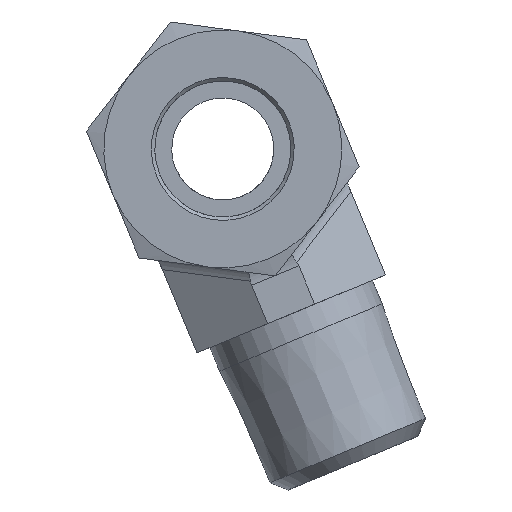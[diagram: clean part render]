
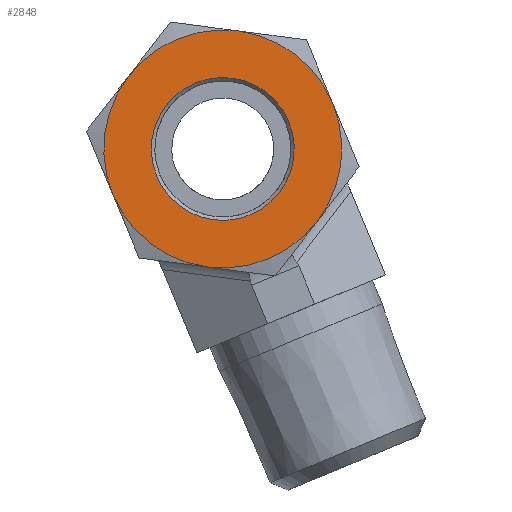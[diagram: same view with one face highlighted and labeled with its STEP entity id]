
A CAD part, front view. The second image highlights one B-rep face of the part: STEP entity #2848.
In plain terms, the highlighted face is planar.
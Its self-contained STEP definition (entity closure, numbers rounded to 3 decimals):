
#2752=CARTESIAN_POINT('',(4.2,0.,12.));
#2753=VERTEX_POINT('',#2752);
#2754=CARTESIAN_POINT('',(0.0,0.0,12.));
#2755=DIRECTION('',(0.0,0.0,1.0));
#2756=DIRECTION('',(-1.0,0.0,0.0));
#2757=AXIS2_PLACEMENT_3D('',#2754,#2755,#2756);
#2758=CIRCLE('',#2757,4.2);
#2759=EDGE_CURVE('',#2753,#2753,#2758,.T.);
#2784=CARTESIAN_POINT('',(0.,0.,12.));
#2785=DIRECTION('',(0.0,0.0,1.0));
#2786=DIRECTION('',(1.0,0.0,0.0));
#2787=AXIS2_PLACEMENT_3D('',#2784,#2785,#2786);
#2788=PLANE('',#2787);
#2789=CARTESIAN_POINT('',(-3.5,-6.062,12.));
#2790=VERTEX_POINT('',#2789);
#2791=CARTESIAN_POINT('',(3.5,-6.062,12.));
#2792=VERTEX_POINT('',#2791);
#2793=CARTESIAN_POINT('',(0.0,0.0,12.));
#2794=DIRECTION('',(0.0,0.0,1.0));
#2795=DIRECTION('',(-0.5,-0.866,0.0));
#2796=AXIS2_PLACEMENT_3D('',#2793,#2794,#2795);
#2797=CIRCLE('',#2796,7.);
#2798=EDGE_CURVE('',#2790,#2792,#2797,.T.);
#2799=ORIENTED_EDGE('',*,*,#2798,.T.);
#2800=CARTESIAN_POINT('',(7.0,0.,12.));
#2801=VERTEX_POINT('',#2800);
#2802=CARTESIAN_POINT('',(0.0,0.0,12.));
#2803=DIRECTION('',(0.0,0.0,1.0));
#2804=DIRECTION('',(-0.5,-0.866,0.0));
#2805=AXIS2_PLACEMENT_3D('',#2802,#2803,#2804);
#2806=CIRCLE('',#2805,7.);
#2807=EDGE_CURVE('',#2792,#2801,#2806,.T.);
#2808=ORIENTED_EDGE('',*,*,#2807,.T.);
#2809=CARTESIAN_POINT('',(3.5,6.062,12.));
#2810=VERTEX_POINT('',#2809);
#2811=CARTESIAN_POINT('',(0.0,0.0,12.));
#2812=DIRECTION('',(0.0,0.0,1.0));
#2813=DIRECTION('',(-0.5,-0.866,0.0));
#2814=AXIS2_PLACEMENT_3D('',#2811,#2812,#2813);
#2815=CIRCLE('',#2814,7.);
#2816=EDGE_CURVE('',#2801,#2810,#2815,.T.);
#2817=ORIENTED_EDGE('',*,*,#2816,.T.);
#2818=CARTESIAN_POINT('',(-3.5,6.062,12.));
#2819=VERTEX_POINT('',#2818);
#2820=CARTESIAN_POINT('',(0.0,0.0,12.));
#2821=DIRECTION('',(0.0,0.0,1.0));
#2822=DIRECTION('',(-0.5,-0.866,0.0));
#2823=AXIS2_PLACEMENT_3D('',#2820,#2821,#2822);
#2824=CIRCLE('',#2823,7.);
#2825=EDGE_CURVE('',#2810,#2819,#2824,.T.);
#2826=ORIENTED_EDGE('',*,*,#2825,.T.);
#2827=CARTESIAN_POINT('',(-7.,0.0,12.));
#2828=VERTEX_POINT('',#2827);
#2829=CARTESIAN_POINT('',(0.0,0.0,12.));
#2830=DIRECTION('',(0.0,0.0,1.0));
#2831=DIRECTION('',(-0.5,-0.866,0.0));
#2832=AXIS2_PLACEMENT_3D('',#2829,#2830,#2831);
#2833=CIRCLE('',#2832,7.);
#2834=EDGE_CURVE('',#2819,#2828,#2833,.T.);
#2835=ORIENTED_EDGE('',*,*,#2834,.T.);
#2836=CARTESIAN_POINT('',(0.0,0.0,12.));
#2837=DIRECTION('',(0.0,0.0,1.0));
#2838=DIRECTION('',(-0.5,-0.866,0.0));
#2839=AXIS2_PLACEMENT_3D('',#2836,#2837,#2838);
#2840=CIRCLE('',#2839,7.);
#2841=EDGE_CURVE('',#2828,#2790,#2840,.T.);
#2842=ORIENTED_EDGE('',*,*,#2841,.T.);
#2843=EDGE_LOOP('',(#2799,#2808,#2817,#2826,#2835,#2842));
#2844=FACE_OUTER_BOUND('',#2843,.T.);
#2845=ORIENTED_EDGE('',*,*,#2759,.F.);
#2846=EDGE_LOOP('',(#2845));
#2847=FACE_BOUND('',#2846,.T.);
#2848=ADVANCED_FACE('',(#2844,#2847),#2788,.T.);
